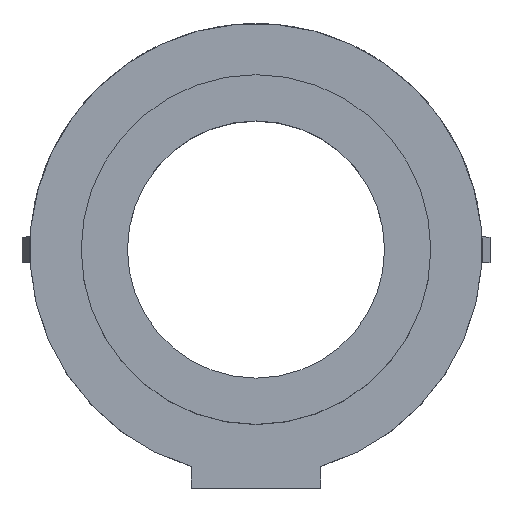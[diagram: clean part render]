
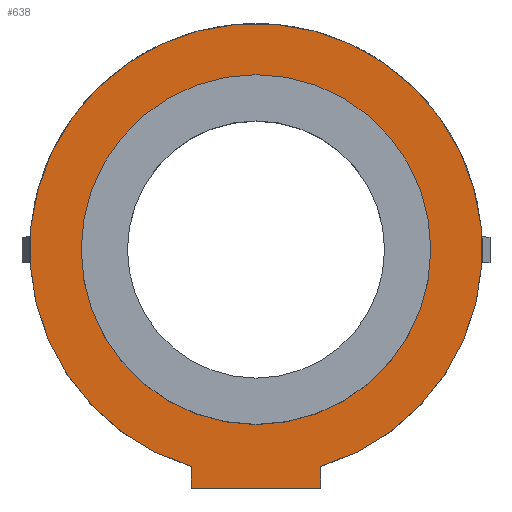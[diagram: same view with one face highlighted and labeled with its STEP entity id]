
A CAD part, top view. The second image highlights one B-rep face of the part: STEP entity #638.
In plain terms, the highlighted planar face has unit normal (0, 0, 1).
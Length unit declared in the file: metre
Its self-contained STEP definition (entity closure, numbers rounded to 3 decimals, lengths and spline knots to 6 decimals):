
#468 = EDGE_CURVE( '', #1026, #1037, #1038, .T. );
#486 = EDGE_CURVE( '', #1037, #1041, #1063, .T. );
#512 = EDGE_CURVE( '', #1095, #1095, #1096, .T. );
#536 = EDGE_CURVE( '', #996, #1026, #1129, .T. );
#608 = EDGE_CURVE( '', #996, #1041, #1215, .T. );
#638 = ADVANCED_FACE( '', ( #1257, #1258 ), #1259, .T. );
#996 = VERTEX_POINT( '', #1737 );
#1026 = VERTEX_POINT( '', #1784 );
#1037 = VERTEX_POINT( '', #1801 );
#1038 = LINE( '', #1802, #1803 );
#1041 = VERTEX_POINT( '', #1807 );
#1063 = LINE( '', #1840, #1841 );
#1095 = VERTEX_POINT( '', #1886 );
#1096 = CIRCLE( '', #1887, 0.017 );
#1129 = LINE( '', #1929, #1930 );
#1215 = CIRCLE( '', #2065, 0.022 );
#1257 = FACE_BOUND( '', #2123, .T. );
#1258 = FACE_OUTER_BOUND( '', #2124, .T. );
#1259 = PLANE( '', #2125 );
#1737 = CARTESIAN_POINT( '', ( -0.0063, -0.020469, 0.0075 ) );
#1784 = CARTESIAN_POINT( '', ( -0.0063, -0.02259, 0.0075 ) );
#1801 = CARTESIAN_POINT( '', ( 0.0063, -0.02259, 0.0075 ) );
#1802 = CARTESIAN_POINT( '', ( -0.0063, -0.02259, 0.0075 ) );
#1803 = VECTOR( '', #2564, 1. );
#1807 = CARTESIAN_POINT( '', ( 0.0063, -0.020469, 0.0075 ) );
#1840 = CARTESIAN_POINT( '', ( 0.0063, -0.02259, 0.0075 ) );
#1841 = VECTOR( '', #2590, 1. );
#1886 = CARTESIAN_POINT( '', ( -0.017, 0.00061, 0.0075 ) );
#1887 = AXIS2_PLACEMENT_3D( '', #2649, #2650, #2651 );
#1929 = CARTESIAN_POINT( '', ( -0.0063, -0.020469, 0.0075 ) );
#1930 = VECTOR( '', #2707, 1. );
#2065 = AXIS2_PLACEMENT_3D( '', #2809, #2810, #2811 );
#2123 = EDGE_LOOP( '', ( #2902 ) );
#2124 = EDGE_LOOP( '', ( #2903, #2904, #2905, #2906 ) );
#2125 = AXIS2_PLACEMENT_3D( '', #2907, #2908, #2909 );
#2564 = DIRECTION( '', ( 1., 0., 0. ) );
#2590 = DIRECTION( '', ( 0., 1., 0. ) );
#2649 = CARTESIAN_POINT( '', ( 0., 0.00061, 0.0075 ) );
#2650 = DIRECTION( '', ( 0., 0., -1. ) );
#2651 = DIRECTION( '', ( -1., 0., 0. ) );
#2707 = DIRECTION( '', ( 0., -1., 0. ) );
#2809 = CARTESIAN_POINT( '', ( 0., 0.00061, 0.0075 ) );
#2810 = DIRECTION( '', ( 0., 0., -1. ) );
#2811 = DIRECTION( '', ( -1., 0., 0. ) );
#2902 = ORIENTED_EDGE( '', *, *, #512, .T. );
#2903 = ORIENTED_EDGE( '', *, *, #608, .F. );
#2904 = ORIENTED_EDGE( '', *, *, #536, .T. );
#2905 = ORIENTED_EDGE( '', *, *, #468, .T. );
#2906 = ORIENTED_EDGE( '', *, *, #486, .T. );
#2907 = CARTESIAN_POINT( '', ( 0., 0.02261, 0.0075 ) );
#2908 = DIRECTION( '', ( 0., 0., 1. ) );
#2909 = DIRECTION( '', ( 1., 0., 0. ) );
